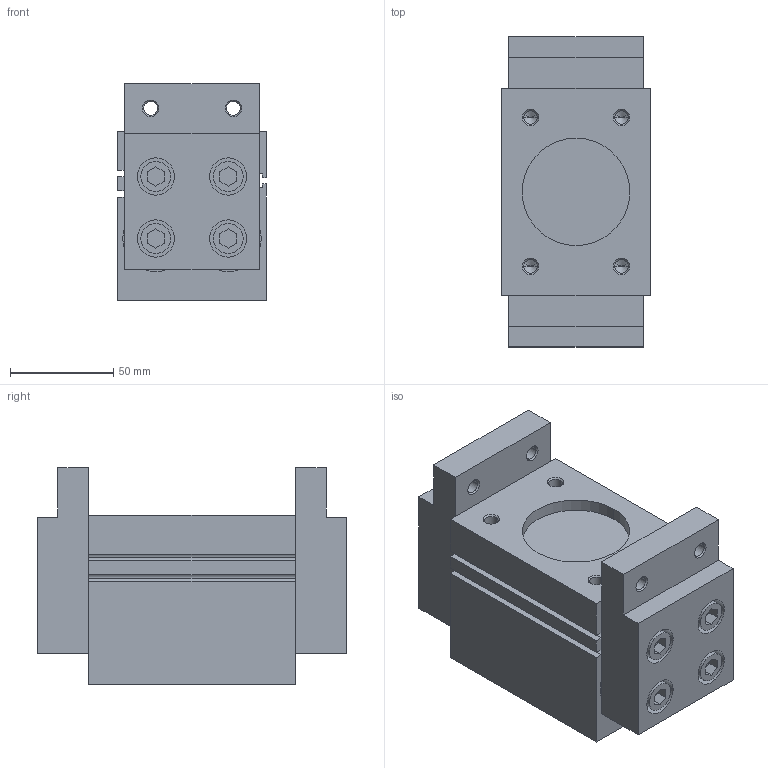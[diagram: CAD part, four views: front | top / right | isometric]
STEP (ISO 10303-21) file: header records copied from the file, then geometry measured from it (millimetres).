
FILE_DESCRIPTION(('HOOPS Exchange Step'),'2;1');
FILE_NAME('export-929B6E52-8AF3-454E-83FB-2B94D7A07325.stp','2020-12-14T20:10:13+01:00',('Engineering'),('Alibre'),'HOOPS Exchange 2020.1','Alibre','Unknown authorisation');
FILE_SCHEMA( ('AP242_MANAGED_MODEL_BASED_3D_ENGINEERING_MIM_LF {1 0 10303 442 1 1 4 }') );
Length unit declared in the file: millimetre
Products named in the file (3): 5376-2 W1580250200 Gripper with 2 long-stroke jaws P4-25, stroke 2x30mm, F=280N; 5376-1 W1580250200 Gripper with 2 long-stroke jaws P4-25, stroke 2x30mm, F=280N; 5376 W1580250200 Gripper with 2 long-stroke jaws P4-25, stroke 2x30mm, F=280N
Assembly tree (3 placements, depth 2):
  5376 W1580250200 Gripper with 2 long-stroke jaws P4-25, stroke 2x30mm, F=280N
    5376-2 W1580250200 Gripper with 2 long-stroke jaws P4-25, stroke 2x30mm, F=280N
    5376-1 W1580250200 Gripper with 2 long-stroke jaws P4-25, stroke 2x30mm, F=280N  x2
Bounding box: 72 x 150 x 105 mm (x, y, z)
Volume: 351981.3 mm3; surface area: 142787.5 mm2
Topology: 2 solids, 84 shells, 324 faces, 951 edges, 698 vertices
Faces by surface type: plane 146, cylinder 114, cone 64
Entity records: 8419 total; most frequent: DIRECTION 1517, CARTESIAN_POINT 1492, ORIENTED_EDGE 1022, EDGE_CURVE 709, AXIS2_PLACEMENT_3D 575, VERTEX_POINT 550, VECTOR 367, LINE 367
